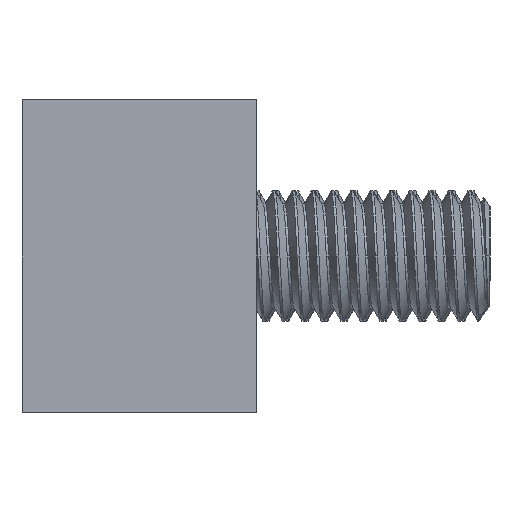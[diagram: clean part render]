
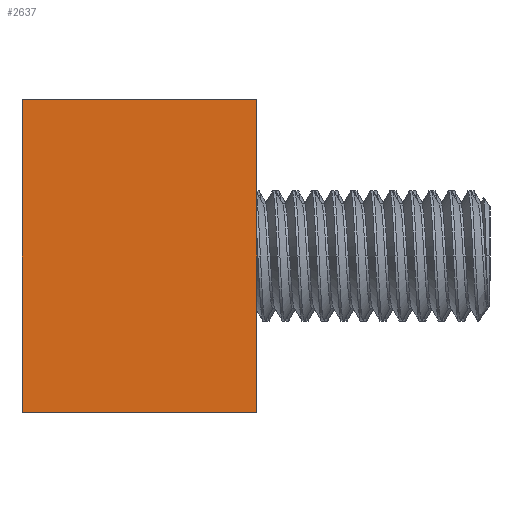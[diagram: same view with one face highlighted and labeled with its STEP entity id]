
A CAD part, left-side view. The second image highlights one B-rep face of the part: STEP entity #2637.
In plain terms, the highlighted planar face has unit normal (-1, 0, 0).
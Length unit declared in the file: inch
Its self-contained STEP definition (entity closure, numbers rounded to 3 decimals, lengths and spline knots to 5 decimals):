
#193 = ORIENTED_EDGE ( 'NONE', *, *, #6016, .F. ) ;
#224 = EDGE_CURVE ( 'NONE', #5374, #2428, #5998, .T. ) ;
#244 = DIRECTION ( 'NONE',  ( -1., 0., 0. ) ) ;
#543 = CARTESIAN_POINT ( 'NONE',  ( 0., 0., 0. ) ) ;
#685 = CARTESIAN_POINT ( 'NONE',  ( 0., 0., 0. ) ) ;
#863 = CARTESIAN_POINT ( 'NONE',  ( 0., 0.70866, 0. ) ) ;
#1018 = LINE ( 'NONE', #543, #5486 ) ;
#1047 = DIRECTION ( 'NONE',  ( 0., 0., -1. ) ) ;
#1198 = CARTESIAN_POINT ( 'NONE',  ( 0., 0., 0. ) ) ;
#1241 = VECTOR ( 'NONE', #4882, 39.37008 ) ;
#1559 = VERTEX_POINT ( 'NONE', #5662 ) ;
#1863 = CARTESIAN_POINT ( 'NONE',  ( 0., 0.70866, -0.94488 ) ) ;
#1918 = CARTESIAN_POINT ( 'NONE',  ( 0., 0., -0.94488 ) ) ;
#1941 = AXIS2_PLACEMENT_3D ( 'NONE', #1198, #244, #2163 ) ;
#2163 = DIRECTION ( 'NONE',  ( 0., 0., 1. ) ) ;
#2428 = VERTEX_POINT ( 'NONE', #1863 ) ;
#2637 = ADVANCED_FACE ( 'NONE', ( #5484 ), #4577, .T. ) ;
#2828 = ORIENTED_EDGE ( 'NONE', *, *, #3287, .T. ) ;
#2897 = VECTOR ( 'NONE', #5731, 39.37008 ) ;
#3287 = EDGE_CURVE ( 'NONE', #4555, #5374, #4446, .T. ) ;
#3502 = DIRECTION ( 'NONE',  ( 0., 0., -1. ) ) ;
#3567 = CARTESIAN_POINT ( 'NONE',  ( 0., 0.70866, 0. ) ) ;
#3660 = CARTESIAN_POINT ( 'NONE',  ( 0., 0., 0. ) ) ;
#4186 = ORIENTED_EDGE ( 'NONE', *, *, #224, .T. ) ;
#4212 = VECTOR ( 'NONE', #3502, 39.37008 ) ;
#4446 = LINE ( 'NONE', #685, #1241 ) ;
#4555 = VERTEX_POINT ( 'NONE', #3660 ) ;
#4577 = PLANE ( 'NONE',  #1941 ) ;
#4882 = DIRECTION ( 'NONE',  ( 0., 1., 0. ) ) ;
#5053 = EDGE_LOOP ( 'NONE', ( #2828, #4186, #193, #5124 ) ) ;
#5124 = ORIENTED_EDGE ( 'NONE', *, *, #5194, .F. ) ;
#5194 = EDGE_CURVE ( 'NONE', #4555, #1559, #1018, .T. ) ;
#5374 = VERTEX_POINT ( 'NONE', #863 ) ;
#5484 = FACE_OUTER_BOUND ( 'NONE', #5053, .T. ) ;
#5486 = VECTOR ( 'NONE', #1047, 39.37008 ) ;
#5662 = CARTESIAN_POINT ( 'NONE',  ( 0., 0., -0.94488 ) ) ;
#5731 = DIRECTION ( 'NONE',  ( 0., 1., 0. ) ) ;
#5998 = LINE ( 'NONE', #3567, #4212 ) ;
#6016 = EDGE_CURVE ( 'NONE', #1559, #2428, #6201, .T. ) ;
#6201 = LINE ( 'NONE', #1918, #2897 ) ;
